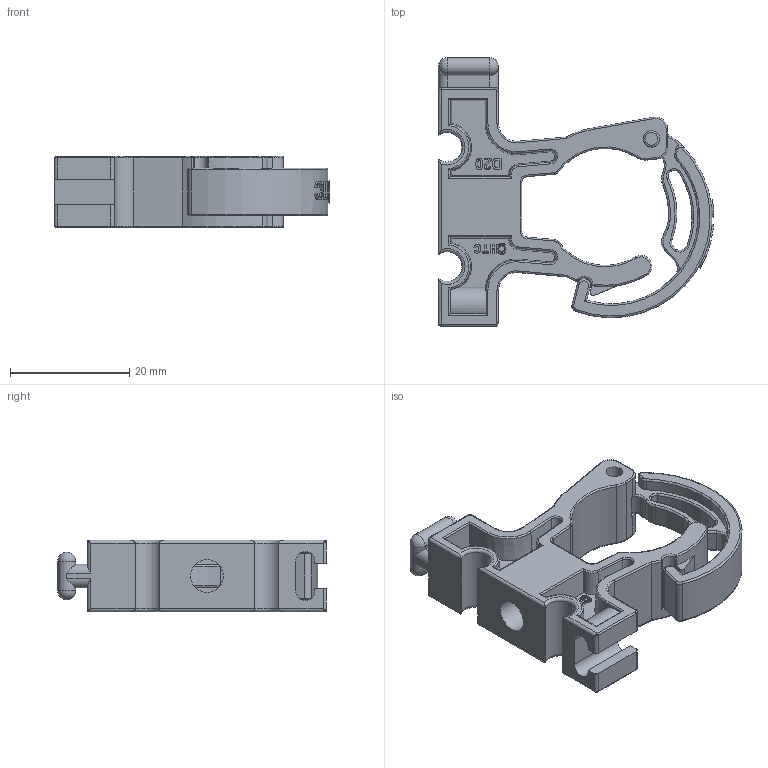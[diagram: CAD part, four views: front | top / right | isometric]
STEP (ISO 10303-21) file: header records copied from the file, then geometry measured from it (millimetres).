
FILE_DESCRIPTION(/* description */ (''),/* implementation_level */ '2;1');
FILE_NAME(/* name */ '20带座管卡.stp',/* time_stamp */ '2025-07-12T09:51:47+08:00',/* author */ (''),/* organization */ (''),/* preprocessor_version */ 'ST-DEVELOPER v16',/* originating_system */ 'SIEMENS PLM Software NX 10.0',/* authorisation */ '');
FILE_SCHEMA (('AUTOMOTIVE_DESIGN { 1 0 10303 214 3 1 1 1 }'));
Length unit declared in the file: millimetre
Products named in the file (1): gelv1ABC07899ik4
Bounding box: 46.19 x 45 x 12 mm (x, y, z)
Volume: 7364.7 mm3; surface area: 6733.8 mm2
Topology: 2 solids, 4 shells, 571 faces, 1395 edges, 860 vertices
Faces by surface type: plane 221, cylinder 178, torus 100, extrusion 34, cone 18, bspline 14, sphere 6
Full cylindrical faces by diameter (mm): 0.956 x2, 1.275 x2, 2.75 x2, 2.8 x2, 5.5 x1
Entity records: 20287 total; most frequent: CARTESIAN_POINT 6925, DIRECTION 2781, ORIENTED_EDGE 2722, EDGE_CURVE 1361, AXIS2_PLACEMENT_3D 1029, VERTEX_POINT 853, VECTOR 723, LINE 689
